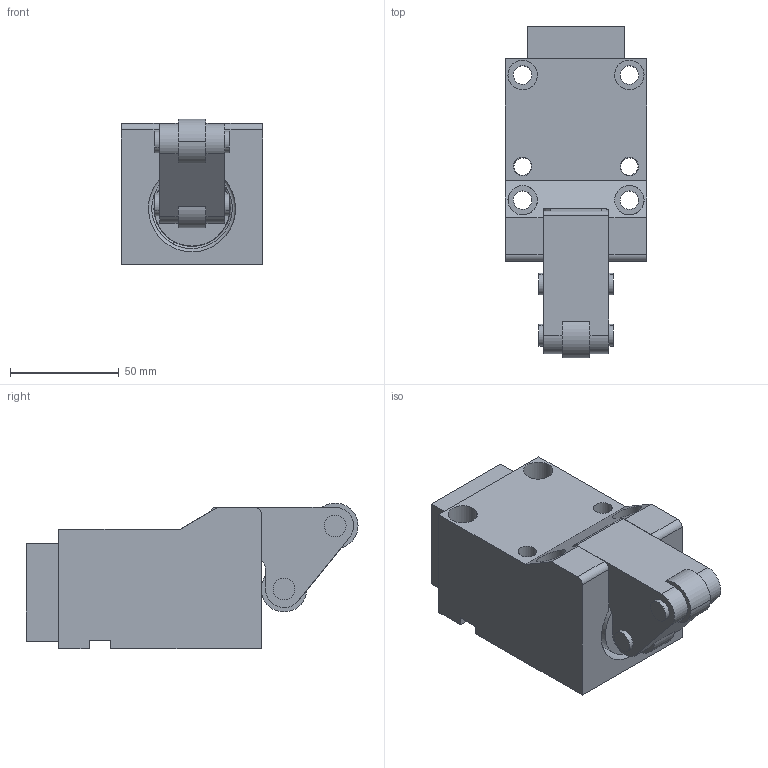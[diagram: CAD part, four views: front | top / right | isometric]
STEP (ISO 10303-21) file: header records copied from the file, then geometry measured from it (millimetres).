
FILE_DESCRIPTION(('CATIA V5 STEP Exchange'),'2;1');
FILE_NAME('CPUS-01500-15-45.stp','2014-09-30T11:07:12+00:00',('none'),('none'),'CATIA Version 5 Release 20 GA (IN-10)','CATIA V5 STEP AP203','none');
FILE_SCHEMA(('CONFIG_CONTROL_DESIGN'));
Length unit declared in the file: millimetre
Products named in the file (1): CPUS-01500-15-45
Bounding box: 65 x 152.5 x 66.99 mm (x, y, z)
Volume: 384886.1 mm3; surface area: 78975.9 mm2
Topology: 3 solids, 3 shells, 136 faces, 339 edges, 225 vertices
Faces by surface type: cylinder 73, plane 58, torus 5
Entity records: 3901 total; most frequent: CARTESIAN_POINT 775, ORIENTED_EDGE 678, DIRECTION 508, EDGE_CURVE 339, AXIS2_PLACEMENT_3D 248, VERTEX_POINT 225, VECTOR 172, LINE 172
